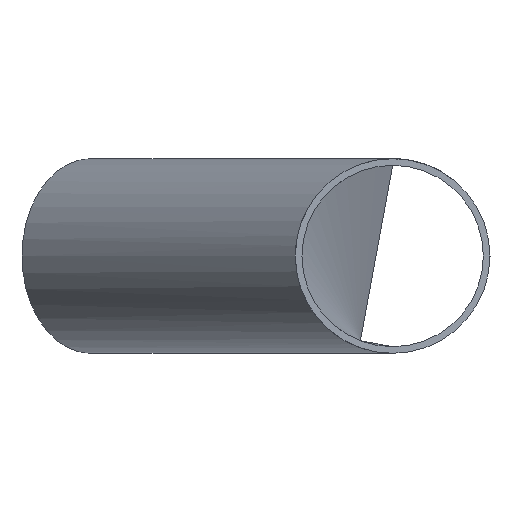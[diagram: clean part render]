
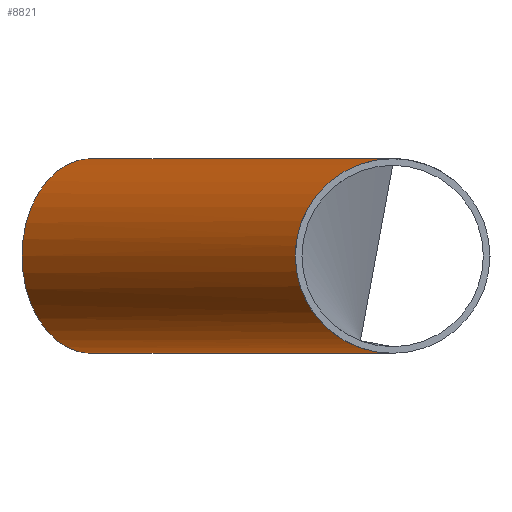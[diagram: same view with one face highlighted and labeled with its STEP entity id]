
A CAD part, left-side view. The second image highlights one B-rep face of the part: STEP entity #8821.
In plain terms, the highlighted cylindrical face has radius 38.05 mm (diameter 76.1 mm), a full revolution.
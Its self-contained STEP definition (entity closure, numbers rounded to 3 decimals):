
#626 = CARTESIAN_POINT ( 'NONE',  ( 145.861, 76.1, 38.05 ) ) ;
#771 = CIRCLE ( 'NONE', #16973, 38.05 ) ;
#1580 = CARTESIAN_POINT ( 'NONE',  ( 80.128, 117.988, 0. ) ) ;
#1807 = DIRECTION ( 'NONE',  ( 0.707, 0.707, 0. ) ) ;
#2119 = CARTESIAN_POINT ( 'NONE',  ( 145.861, 76.1, -38.05 ) ) ;
#3024 = DIRECTION ( 'NONE',  ( -0.707, 0.707, 0. ) ) ;
#3096 = DIRECTION ( 'NONE',  ( 0.707, 0.707, 0. ) ) ;
#5189 = EDGE_LOOP ( 'NONE', ( #7562 ) ) ;
#5460 = CARTESIAN_POINT ( 'NONE',  ( -37.861, 0., -38.05 ) ) ;
#6071 = CARTESIAN_POINT ( 'NONE',  ( -37.861, 0., -38.05 ) ) ;
#6654 = FACE_OUTER_BOUND ( 'NONE', #16143, .T. ) ;
#6756 = ORIENTED_EDGE ( 'NONE', *, *, #10415, .F. ) ;
#7562 = ORIENTED_EDGE ( 'NONE', *, *, #10191, .F. ) ;
#7743 = CARTESIAN_POINT ( 'NONE',  ( -69.382, 76.1, 38.05 ) ) ;
#8821 = ADVANCED_FACE ( 'NONE', ( #6654, #15931 ), #10828, .T. ) ;
#9975 = CARTESIAN_POINT ( 'NONE',  ( -37.861, 0., -38.05 ) ) ;
#10191 = EDGE_CURVE ( 'NONE', #19652, #19652, #771, .T. ) ;
#10415 = EDGE_CURVE ( 'NONE', #12855, #11792, #18712, .T. ) ;
#10828 = CYLINDRICAL_SURFACE ( 'NONE', #10848, 38.05 ) ;
#10848 = AXIS2_PLACEMENT_3D ( 'NONE', #19282, #1807, #16113 ) ;
#11792 = VERTEX_POINT ( 'NONE', #13096 ) ;
#12059 = CARTESIAN_POINT ( 'NONE',  ( 53.222, 144.894, 0. ) ) ;
#12272 = CARTESIAN_POINT ( 'NONE',  ( -37.861, 0., 38.05 ) ) ;
#12855 = VERTEX_POINT ( 'NONE', #5460 ) ;
#12938 = CARTESIAN_POINT ( 'NONE',  ( -37.861, 0., 38.05 ) ) ;
#13096 = CARTESIAN_POINT ( 'NONE',  ( -37.861, 0., 38.05 ) ) ;
#13689 = CARTESIAN_POINT ( 'NONE',  ( -69.382, 76.1, -38.05 ) ) ;
#15931 = FACE_OUTER_BOUND ( 'NONE', #5189, .T. ) ;
#16113 = DIRECTION ( 'NONE',  ( -0.707, 0.707, 0. ) ) ;
#16143 = EDGE_LOOP ( 'NONE', ( #6756, #17008 ) ) ;
#16973 = AXIS2_PLACEMENT_3D ( 'NONE', #1580, #3096, #3024 ) ;
#17008 = ORIENTED_EDGE ( 'NONE', *, *, #17543, .F. ) ;
#17543 = EDGE_CURVE ( 'NONE', #11792, #12855, #19214, .T. ) ;
#18712 =( BOUNDED_CURVE ( )  B_SPLINE_CURVE ( 3, ( #9975, #2119, #626, #12938 ),
 .UNSPECIFIED., .F., .F. ) 
 B_SPLINE_CURVE_WITH_KNOTS ( ( 4, 4 ),
 ( 1.571, 4.712 ),
 .UNSPECIFIED. ) 
 CURVE ( )  GEOMETRIC_REPRESENTATION_ITEM ( )  RATIONAL_B_SPLINE_CURVE ( ( 1., 0.333, 0.333, 1. ) ) 
 REPRESENTATION_ITEM ( '' )  );
#19214 =( BOUNDED_CURVE ( )  B_SPLINE_CURVE ( 3, ( #12272, #7743, #13689, #6071 ),
 .UNSPECIFIED., .F., .F. ) 
 B_SPLINE_CURVE_WITH_KNOTS ( ( 4, 4 ),
 ( 4.712, 7.854 ),
 .UNSPECIFIED. ) 
 CURVE ( )  GEOMETRIC_REPRESENTATION_ITEM ( )  RATIONAL_B_SPLINE_CURVE ( ( 1., 0.333, 0.333, 1. ) ) 
 REPRESENTATION_ITEM ( '' )  );
#19282 = CARTESIAN_POINT ( 'NONE',  ( 80.128, 117.988, 0. ) ) ;
#19652 = VERTEX_POINT ( 'NONE', #12059 ) ;
